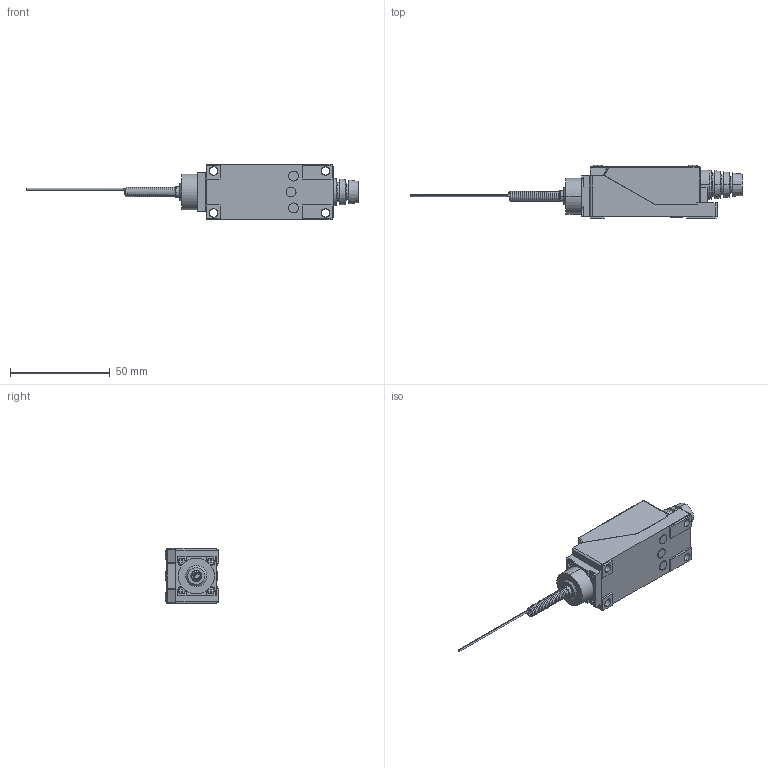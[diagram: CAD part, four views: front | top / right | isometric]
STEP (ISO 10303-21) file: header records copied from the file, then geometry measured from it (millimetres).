
FILE_DESCRIPTION (( 'STEP AP203' ), '1' );
FILE_NAME ('TZ8169.ÃÌ Êîíöåâîé âûêëþ÷àòåëü TZ-8169.STEP', '2024-08-23T07:16:22', ( '' ), ( '' ), 'SwSTEP 2.0', 'SolidWorks 2021', '' );
FILE_SCHEMA (( 'CONFIG_CONTROL_DESIGN' ));
Length unit declared in the file: millimetre
Products named in the file (1): TZ8169.ÃÌ Êîíöåâîé âûêëþ÷àòåëü TZ-8169
Bounding box: 166.07 x 26.8 x 28 mm (x, y, z)
Volume: 44805.2 mm3; surface area: 17316 mm2
Topology: 12 solids, 12 shells, 302 faces, 757 edges, 486 vertices
Faces by surface type: plane 185, cylinder 76, cone 22, torus 10, bspline 5, sphere 4
Entity records: 15644 total; most frequent: CARTESIAN_POINT 8311, ORIENTED_EDGE 1506, DIRECTION 1496, EDGE_CURVE 753, AXIS2_PLACEMENT_3D 506, VERTEX_POINT 486, VECTOR 484, LINE 484
